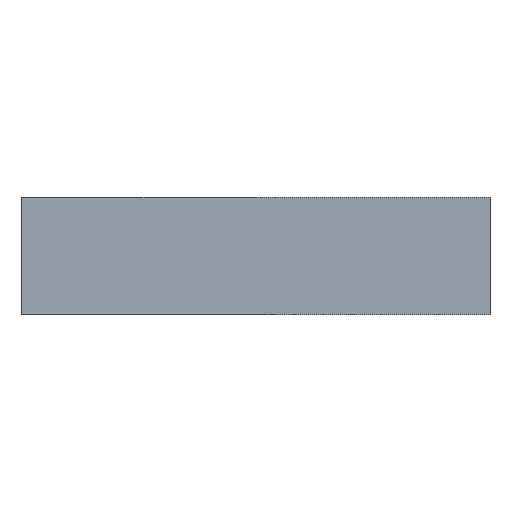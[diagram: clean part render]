
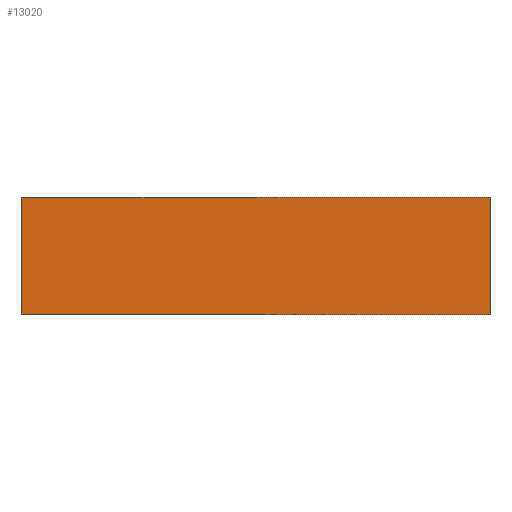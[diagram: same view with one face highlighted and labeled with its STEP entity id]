
A CAD part, left-side view. The second image highlights one B-rep face of the part: STEP entity #13020.
In plain terms, the highlighted planar face has unit normal (-1, 0, 0).
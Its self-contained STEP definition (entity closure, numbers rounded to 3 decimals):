
#1670=CARTESIAN_POINT('',(-1375.954,-845.,
2181.263));
#1680=VERTEX_POINT('',#1670);
#1710=CARTESIAN_POINT('',(-1375.954,-845.,
2221.263));
#1720=DIRECTION('',(0.,0.,-1.));
#1730=VECTOR('',#1720,1.);
#1740=LINE('',#1710,#1730);
#1750=CARTESIAN_POINT('',(-1375.954,-845.,
2221.263));
#1760=VERTEX_POINT('',#1750);
#1770=EDGE_CURVE('',#1760,#1680,#1740,.T.);
#5190=CARTESIAN_POINT('',(-1375.954,-845.,
2221.263));
#5200=DIRECTION('',(0.,1.,0.));
#5210=VECTOR('',#5200,1.);
#5220=LINE('',#5190,#5210);
#5230=CARTESIAN_POINT('',(-1375.954,-835.,
2221.263));
#5240=VERTEX_POINT('',#5230);
#5250=EDGE_CURVE('',#1760,#5240,#5220,.T.);
#6600=CARTESIAN_POINT('',(-1375.954,-835.,
2181.263));
#6610=VERTEX_POINT('',#6600);
#6640=CARTESIAN_POINT('',(-1375.954,-845.,
2181.263));
#6650=DIRECTION('',(0.,1.,0.));
#6660=VECTOR('',#6650,1.);
#6670=LINE('',#6640,#6660);
#6680=EDGE_CURVE('',#1680,#6610,#6670,.T.);
#12580=CARTESIAN_POINT('',(-1375.954,-835.,1057.5));
#12590=DIRECTION('',(0.,0.,-1.));
#12600=VECTOR('',#12590,1.);
#12610=LINE('',#12580,#12600);
#12620=EDGE_CURVE('',#5240,#6610,#12610,.T.);
#12910=CARTESIAN_POINT('',(-1375.954,-841.5,
2191.763));
#12920=DIRECTION('',(-1.,-0.,-0.));
#12930=DIRECTION('',(0.,0.,-1.));
#12940=AXIS2_PLACEMENT_3D('',#12910,#12920,#12930);
#12950=PLANE('',#12940);
#12960=ORIENTED_EDGE('',*,*,#1770,.F.);
#12970=ORIENTED_EDGE('',*,*,#6680,.F.);
#12980=ORIENTED_EDGE('',*,*,#12620,.T.);
#12990=ORIENTED_EDGE('',*,*,#5250,.T.);
#13000=EDGE_LOOP('',(#12990,#12980,#12970,#12960));
#13010=FACE_OUTER_BOUND('',#13000,.T.);
#13020=ADVANCED_FACE('',(#13010),#12950,.T.);
